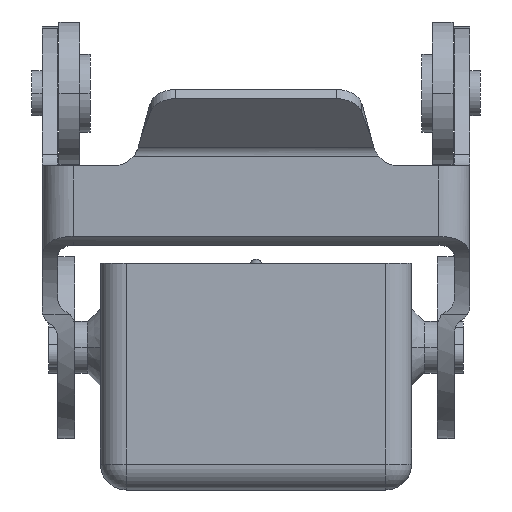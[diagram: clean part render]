
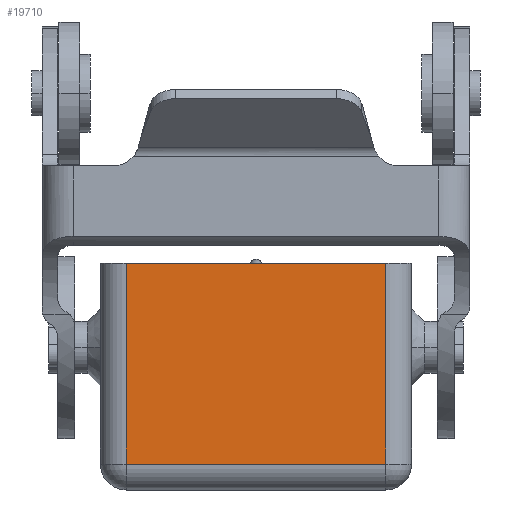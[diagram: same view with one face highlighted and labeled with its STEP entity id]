
A CAD part, left-side view. The second image highlights one B-rep face of the part: STEP entity #19710.
In plain terms, the highlighted planar face has unit normal (-1, 0, 0).
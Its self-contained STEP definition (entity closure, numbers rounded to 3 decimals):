
#2300=CARTESIAN_POINT('',(-12.,10.,-9.));
#2310=DIRECTION('',(0.,0.,1.));
#2320=VECTOR('',#2310,15.5);
#2330=LINE('',#2300,#2320);
#2340=CARTESIAN_POINT('',(-12.,10.,-9.));
#2350=VERTEX_POINT('',#2340);
#2360=CARTESIAN_POINT('',(-12.,10.,6.5));
#2370=VERTEX_POINT('',#2360);
#2380=EDGE_CURVE('',#2350,#2370,#2330,.T.);
#3430=CARTESIAN_POINT('',(-12.,-10.,-9.));
#3440=DIRECTION('',(0.,1.,0.));
#3450=VECTOR('',#3440,20.);
#3460=LINE('',#3430,#3450);
#3470=CARTESIAN_POINT('',(-12.,-10.,-9.));
#3480=VERTEX_POINT('',#3470);
#3490=EDGE_CURVE('',#3480,#2350,#3460,.T.);
#3980=CARTESIAN_POINT('',(-12.,-10.,6.5));
#3990=DIRECTION('',(0.,0.,-1.));
#4000=VECTOR('',#3990,15.5);
#4010=LINE('',#3980,#4000);
#4020=CARTESIAN_POINT('',(-12.,-10.,6.5));
#4030=VERTEX_POINT('',#4020);
#4040=EDGE_CURVE('',#4030,#3480,#4010,.T.);
#16660=CARTESIAN_POINT('',(-12.,-10.,6.5));
#16670=DIRECTION('',(0.,1.,0.));
#16680=VECTOR('',#16670,20.);
#16690=LINE('',#16660,#16680);
#16700=EDGE_CURVE('',#4030,#2370,#16690,.T.);
#19600=CARTESIAN_POINT('',(-12.,12.,6.5));
#19610=DIRECTION('',(-1.,0.,0.));
#19620=DIRECTION('',(0.,0.,1.));
#19630=AXIS2_PLACEMENT_3D('',#19600,#19610,#19620);
#19640=PLANE('',#19630);
#19650=ORIENTED_EDGE('',*,*,#3490,.F.);
#19660=ORIENTED_EDGE('',*,*,#2380,.F.);
#19670=ORIENTED_EDGE('',*,*,#16700,.T.);
#19680=ORIENTED_EDGE('',*,*,#4040,.F.);
#19690=EDGE_LOOP('',(#19680,#19670,#19660,#19650));
#19700=FACE_OUTER_BOUND('',#19690,.T.);
#19710=ADVANCED_FACE('',(#19700),#19640,.T.);
